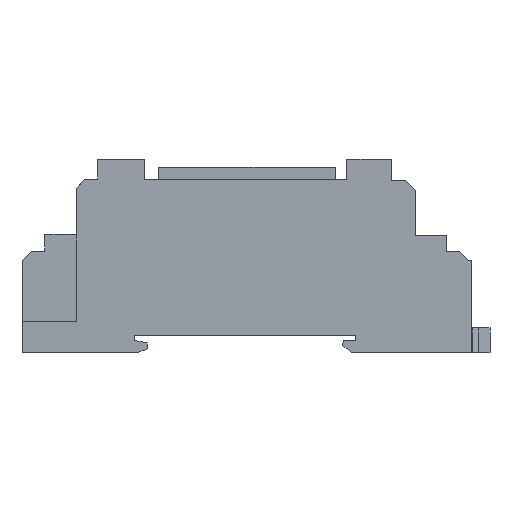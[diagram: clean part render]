
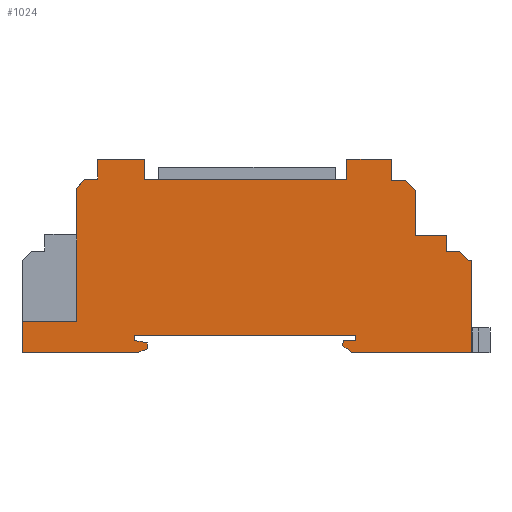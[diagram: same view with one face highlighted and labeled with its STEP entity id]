
A CAD part, left-side view. The second image highlights one B-rep face of the part: STEP entity #1024.
In plain terms, the highlighted planar face has unit normal (-1, 0, 0).
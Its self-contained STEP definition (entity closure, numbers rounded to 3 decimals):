
#22 = VERTEX_POINT('',#23);
#23 = CARTESIAN_POINT('',(-14.75,36.,0.));
#31 = EDGE_CURVE('',#22,#32,#34,.T.);
#32 = VERTEX_POINT('',#33);
#33 = CARTESIAN_POINT('',(-14.75,36.,5.));
#34 = LINE('',#35,#36);
#35 = CARTESIAN_POINT('',(-14.75,36.,0.));
#36 = VECTOR('',#37,1.);
#37 = DIRECTION('',(0.,0.,1.));
#174 = EDGE_CURVE('',#175,#22,#177,.T.);
#175 = VERTEX_POINT('',#176);
#176 = CARTESIAN_POINT('',(-14.75,17.472,0.));
#177 = LINE('',#178,#179);
#178 = CARTESIAN_POINT('',(-14.75,-36.,0.));
#179 = VECTOR('',#180,1.);
#180 = DIRECTION('',(0.,1.,0.));
#970 = EDGE_CURVE('',#971,#32,#973,.T.);
#971 = VERTEX_POINT('',#972);
#972 = CARTESIAN_POINT('',(-14.75,27.223,5.));
#973 = LINE('',#974,#975);
#974 = CARTESIAN_POINT('',(-14.75,-0.739,5.));
#975 = VECTOR('',#976,1.);
#976 = DIRECTION('',(0.,1.,0.));
#1024 = ADVANCED_FACE('',(#1025),#1260,.T.);
#1025 = FACE_BOUND('',#1026,.T.);
#1026 = EDGE_LOOP('',(#1027,#1037,#1045,#1053,#1061,#1069,#1077,#1085,
    #1093,#1101,#1109,#1117,#1125,#1133,#1141,#1149,#1157,#1165,#1173,
    #1181,#1187,#1188,#1189,#1190,#1198,#1206,#1214,#1222,#1230,#1238,
    #1246,#1254));
#1027 = ORIENTED_EDGE('',*,*,#1028,.F.);
#1028 = EDGE_CURVE('',#1029,#1031,#1033,.T.);
#1029 = VERTEX_POINT('',#1030);
#1030 = CARTESIAN_POINT('',(-14.75,-36.,0.));
#1031 = VERTEX_POINT('',#1032);
#1032 = CARTESIAN_POINT('',(-14.75,-16.903,0.));
#1033 = LINE('',#1034,#1035);
#1034 = CARTESIAN_POINT('',(-14.75,-36.,0.));
#1035 = VECTOR('',#1036,1.);
#1036 = DIRECTION('',(0.,1.,0.));
#1037 = ORIENTED_EDGE('',*,*,#1038,.T.);
#1038 = EDGE_CURVE('',#1029,#1039,#1041,.T.);
#1039 = VERTEX_POINT('',#1040);
#1040 = CARTESIAN_POINT('',(-14.75,-36.,14.735));
#1041 = LINE('',#1042,#1043);
#1042 = CARTESIAN_POINT('',(-14.75,-36.,0.));
#1043 = VECTOR('',#1044,1.);
#1044 = DIRECTION('',(0.,0.,1.));
#1045 = ORIENTED_EDGE('',*,*,#1046,.T.);
#1046 = EDGE_CURVE('',#1039,#1047,#1049,.T.);
#1047 = VERTEX_POINT('',#1048);
#1048 = CARTESIAN_POINT('',(-14.75,-35.499,14.735));
#1049 = LINE('',#1050,#1051);
#1050 = CARTESIAN_POINT('',(-14.75,-35.749,14.735));
#1051 = VECTOR('',#1052,1.);
#1052 = DIRECTION('',(0.,1.,0.));
#1053 = ORIENTED_EDGE('',*,*,#1054,.T.);
#1054 = EDGE_CURVE('',#1047,#1055,#1057,.T.);
#1055 = VERTEX_POINT('',#1056);
#1056 = CARTESIAN_POINT('',(-14.75,-34.051,16.183));
#1057 = LINE('',#1058,#1059);
#1058 = CARTESIAN_POINT('',(-14.75,-38.584,11.65));
#1059 = VECTOR('',#1060,1.);
#1060 = DIRECTION('',(0.,0.707,0.707));
#1061 = ORIENTED_EDGE('',*,*,#1062,.T.);
#1062 = EDGE_CURVE('',#1055,#1063,#1065,.T.);
#1063 = VERTEX_POINT('',#1064);
#1064 = CARTESIAN_POINT('',(-14.75,-31.917,16.183));
#1065 = LINE('',#1066,#1067);
#1066 = CARTESIAN_POINT('',(-14.75,-33.958,16.183));
#1067 = VECTOR('',#1068,1.);
#1068 = DIRECTION('',(0.,1.,0.));
#1069 = ORIENTED_EDGE('',*,*,#1070,.T.);
#1070 = EDGE_CURVE('',#1063,#1071,#1073,.T.);
#1071 = VERTEX_POINT('',#1072);
#1072 = CARTESIAN_POINT('',(-14.75,-31.917,18.774));
#1073 = LINE('',#1074,#1075);
#1074 = CARTESIAN_POINT('',(-14.75,-31.917,9.387));
#1075 = VECTOR('',#1076,1.);
#1076 = DIRECTION('',(0.,0.,1.));
#1077 = ORIENTED_EDGE('',*,*,#1078,.T.);
#1078 = EDGE_CURVE('',#1071,#1079,#1081,.T.);
#1079 = VERTEX_POINT('',#1080);
#1080 = CARTESIAN_POINT('',(-14.75,-27.04,18.774));
#1081 = LINE('',#1082,#1083);
#1082 = CARTESIAN_POINT('',(-14.75,-31.52,18.774));
#1083 = VECTOR('',#1084,1.);
#1084 = DIRECTION('',(0.,1.,0.));
#1085 = ORIENTED_EDGE('',*,*,#1086,.T.);
#1086 = EDGE_CURVE('',#1079,#1087,#1089,.T.);
#1087 = VERTEX_POINT('',#1088);
#1088 = CARTESIAN_POINT('',(-14.75,-27.04,26.014));
#1089 = LINE('',#1090,#1091);
#1090 = CARTESIAN_POINT('',(-14.75,-27.04,13.007));
#1091 = VECTOR('',#1092,1.);
#1092 = DIRECTION('',(0.,0.,1.));
#1093 = ORIENTED_EDGE('',*,*,#1094,.T.);
#1094 = EDGE_CURVE('',#1087,#1095,#1097,.T.);
#1095 = VERTEX_POINT('',#1096);
#1096 = CARTESIAN_POINT('',(-14.75,-25.363,27.538));
#1097 = LINE('',#1098,#1099);
#1098 = CARTESIAN_POINT('',(-14.75,-35.128,18.66));
#1099 = VECTOR('',#1100,1.);
#1100 = DIRECTION('',(0.,0.74,0.673));
#1101 = ORIENTED_EDGE('',*,*,#1102,.T.);
#1102 = EDGE_CURVE('',#1095,#1103,#1105,.T.);
#1103 = VERTEX_POINT('',#1104);
#1104 = CARTESIAN_POINT('',(-14.75,-23.153,27.538));
#1105 = LINE('',#1106,#1107);
#1106 = CARTESIAN_POINT('',(-14.75,-29.577,27.538));
#1107 = VECTOR('',#1108,1.);
#1108 = DIRECTION('',(0.,1.,0.));
#1109 = ORIENTED_EDGE('',*,*,#1110,.T.);
#1110 = EDGE_CURVE('',#1103,#1111,#1113,.T.);
#1111 = VERTEX_POINT('',#1112);
#1112 = CARTESIAN_POINT('',(-14.75,-23.153,31.));
#1113 = LINE('',#1114,#1115);
#1114 = CARTESIAN_POINT('',(-14.75,-23.153,17.617));
#1115 = VECTOR('',#1116,1.);
#1116 = DIRECTION('',(0.,0.,1.));
#1117 = ORIENTED_EDGE('',*,*,#1118,.T.);
#1118 = EDGE_CURVE('',#1111,#1119,#1121,.T.);
#1119 = VERTEX_POINT('',#1120);
#1120 = CARTESIAN_POINT('',(-14.75,-15.962,31.));
#1121 = LINE('',#1122,#1123);
#1122 = CARTESIAN_POINT('',(-14.75,-36.,31.));
#1123 = VECTOR('',#1124,1.);
#1124 = DIRECTION('',(0.,1.,0.));
#1125 = ORIENTED_EDGE('',*,*,#1126,.T.);
#1126 = EDGE_CURVE('',#1119,#1127,#1129,.T.);
#1127 = VERTEX_POINT('',#1128);
#1128 = CARTESIAN_POINT('',(-14.75,-15.962,27.696));
#1129 = LINE('',#1130,#1131);
#1130 = CARTESIAN_POINT('',(-14.75,-15.962,13.848));
#1131 = VECTOR('',#1132,1.);
#1132 = DIRECTION('',(0.,0.,-1.));
#1133 = ORIENTED_EDGE('',*,*,#1134,.T.);
#1134 = EDGE_CURVE('',#1127,#1135,#1137,.T.);
#1135 = VERTEX_POINT('',#1136);
#1136 = CARTESIAN_POINT('',(-14.75,16.35,27.696));
#1137 = LINE('',#1138,#1139);
#1138 = CARTESIAN_POINT('',(-14.75,-9.825,27.696));
#1139 = VECTOR('',#1140,1.);
#1140 = DIRECTION('',(0.,1.,0.));
#1141 = ORIENTED_EDGE('',*,*,#1142,.T.);
#1142 = EDGE_CURVE('',#1135,#1143,#1145,.T.);
#1143 = VERTEX_POINT('',#1144);
#1144 = CARTESIAN_POINT('',(-14.75,16.35,31.));
#1145 = LINE('',#1146,#1147);
#1146 = CARTESIAN_POINT('',(-14.75,16.35,17.163));
#1147 = VECTOR('',#1148,1.);
#1148 = DIRECTION('',(0.,0.,1.));
#1149 = ORIENTED_EDGE('',*,*,#1150,.T.);
#1150 = EDGE_CURVE('',#1143,#1151,#1153,.T.);
#1151 = VERTEX_POINT('',#1152);
#1152 = CARTESIAN_POINT('',(-14.75,23.879,31.));
#1153 = LINE('',#1154,#1155);
#1154 = CARTESIAN_POINT('',(-14.75,-36.,31.));
#1155 = VECTOR('',#1156,1.);
#1156 = DIRECTION('',(0.,1.,0.));
#1157 = ORIENTED_EDGE('',*,*,#1158,.F.);
#1158 = EDGE_CURVE('',#1159,#1151,#1161,.T.);
#1159 = VERTEX_POINT('',#1160);
#1160 = CARTESIAN_POINT('',(-14.75,23.879,27.809));
#1161 = LINE('',#1162,#1163);
#1162 = CARTESIAN_POINT('',(-14.75,23.879,16.503));
#1163 = VECTOR('',#1164,1.);
#1164 = DIRECTION('',(0.,0.,1.));
#1165 = ORIENTED_EDGE('',*,*,#1166,.F.);
#1166 = EDGE_CURVE('',#1167,#1159,#1169,.T.);
#1167 = VERTEX_POINT('',#1168);
#1168 = CARTESIAN_POINT('',(-14.75,26.063,27.809));
#1169 = LINE('',#1170,#1171);
#1170 = CARTESIAN_POINT('',(-14.75,-6.061,27.809));
#1171 = VECTOR('',#1172,1.);
#1172 = DIRECTION('',(-0.,-1.,-0.));
#1173 = ORIENTED_EDGE('',*,*,#1174,.F.);
#1174 = EDGE_CURVE('',#1175,#1167,#1177,.T.);
#1175 = VERTEX_POINT('',#1176);
#1176 = CARTESIAN_POINT('',(-14.75,27.223,26.282));
#1177 = LINE('',#1178,#1179);
#1178 = CARTESIAN_POINT('',(-14.75,21.4,33.944));
#1179 = VECTOR('',#1180,1.);
#1180 = DIRECTION('',(0.,-0.605,0.796));
#1181 = ORIENTED_EDGE('',*,*,#1182,.T.);
#1182 = EDGE_CURVE('',#1175,#971,#1183,.T.);
#1183 = LINE('',#1184,#1185);
#1184 = CARTESIAN_POINT('',(-14.75,27.223,15.5));
#1185 = VECTOR('',#1186,1.);
#1186 = DIRECTION('',(0.,0.,-1.));
#1187 = ORIENTED_EDGE('',*,*,#970,.T.);
#1188 = ORIENTED_EDGE('',*,*,#31,.F.);
#1189 = ORIENTED_EDGE('',*,*,#174,.F.);
#1190 = ORIENTED_EDGE('',*,*,#1191,.F.);
#1191 = EDGE_CURVE('',#1192,#175,#1194,.T.);
#1192 = VERTEX_POINT('',#1193);
#1193 = CARTESIAN_POINT('',(-14.75,15.933,0.672));
#1194 = LINE('',#1195,#1196);
#1195 = CARTESIAN_POINT('',(-14.75,-4.77,9.715));
#1196 = VECTOR('',#1197,1.);
#1197 = DIRECTION('',(0.,0.916,-0.4));
#1198 = ORIENTED_EDGE('',*,*,#1199,.F.);
#1199 = EDGE_CURVE('',#1200,#1192,#1202,.T.);
#1200 = VERTEX_POINT('',#1201);
#1201 = CARTESIAN_POINT('',(-14.75,15.933,1.597));
#1202 = LINE('',#1203,#1204);
#1203 = CARTESIAN_POINT('',(-14.75,15.933,0.336));
#1204 = VECTOR('',#1205,1.);
#1205 = DIRECTION('',(0.,0.,-1.));
#1206 = ORIENTED_EDGE('',*,*,#1207,.F.);
#1207 = EDGE_CURVE('',#1208,#1200,#1210,.T.);
#1208 = VERTEX_POINT('',#1209);
#1209 = CARTESIAN_POINT('',(-14.75,17.953,1.973));
#1210 = LINE('',#1211,#1212);
#1211 = CARTESIAN_POINT('',(-14.75,-9.305,-3.109));
#1212 = VECTOR('',#1213,1.);
#1213 = DIRECTION('',(-0.,-0.983,-0.183));
#1214 = ORIENTED_EDGE('',*,*,#1215,.F.);
#1215 = EDGE_CURVE('',#1216,#1208,#1218,.T.);
#1216 = VERTEX_POINT('',#1217);
#1217 = CARTESIAN_POINT('',(-14.75,17.953,2.836));
#1218 = LINE('',#1219,#1220);
#1219 = CARTESIAN_POINT('',(-14.75,17.953,0.987));
#1220 = VECTOR('',#1221,1.);
#1221 = DIRECTION('',(0.,0.,-1.));
#1222 = ORIENTED_EDGE('',*,*,#1223,.T.);
#1223 = EDGE_CURVE('',#1216,#1224,#1226,.T.);
#1224 = VERTEX_POINT('',#1225);
#1225 = CARTESIAN_POINT('',(-14.75,-17.416,2.836));
#1226 = LINE('',#1227,#1228);
#1227 = CARTESIAN_POINT('',(-14.75,-26.708,2.836));
#1228 = VECTOR('',#1229,1.);
#1229 = DIRECTION('',(-0.,-1.,-0.));
#1230 = ORIENTED_EDGE('',*,*,#1231,.F.);
#1231 = EDGE_CURVE('',#1232,#1224,#1234,.T.);
#1232 = VERTEX_POINT('',#1233);
#1233 = CARTESIAN_POINT('',(-14.75,-17.416,1.936));
#1234 = LINE('',#1235,#1236);
#1235 = CARTESIAN_POINT('',(-14.75,-17.416,1.418));
#1236 = VECTOR('',#1237,1.);
#1237 = DIRECTION('',(0.,0.,1.));
#1238 = ORIENTED_EDGE('',*,*,#1239,.F.);
#1239 = EDGE_CURVE('',#1240,#1232,#1242,.T.);
#1240 = VERTEX_POINT('',#1241);
#1241 = CARTESIAN_POINT('',(-14.75,-15.393,1.936));
#1242 = LINE('',#1243,#1244);
#1243 = CARTESIAN_POINT('',(-14.75,-26.708,1.936));
#1244 = VECTOR('',#1245,1.);
#1245 = DIRECTION('',(-0.,-1.,-0.));
#1246 = ORIENTED_EDGE('',*,*,#1247,.F.);
#1247 = EDGE_CURVE('',#1248,#1240,#1250,.T.);
#1248 = VERTEX_POINT('',#1249);
#1249 = CARTESIAN_POINT('',(-14.75,-15.337,1.122));
#1250 = LINE('',#1251,#1252);
#1251 = CARTESIAN_POINT('',(-14.75,-15.375,1.68));
#1252 = VECTOR('',#1253,1.);
#1253 = DIRECTION('',(0.,-0.069,0.998));
#1254 = ORIENTED_EDGE('',*,*,#1255,.F.);
#1255 = EDGE_CURVE('',#1031,#1248,#1256,.T.);
#1256 = LINE('',#1257,#1258);
#1257 = CARTESIAN_POINT('',(-14.75,-22.427,-3.96));
#1258 = VECTOR('',#1259,1.);
#1259 = DIRECTION('',(0.,0.813,0.583));
#1260 = PLANE('',#1261);
#1261 = AXIS2_PLACEMENT_3D('',#1262,#1263,#1264);
#1262 = CARTESIAN_POINT('',(-14.75,-36.,0.));
#1263 = DIRECTION('',(-1.,0.,0.));
#1264 = DIRECTION('',(0.,1.,0.));
